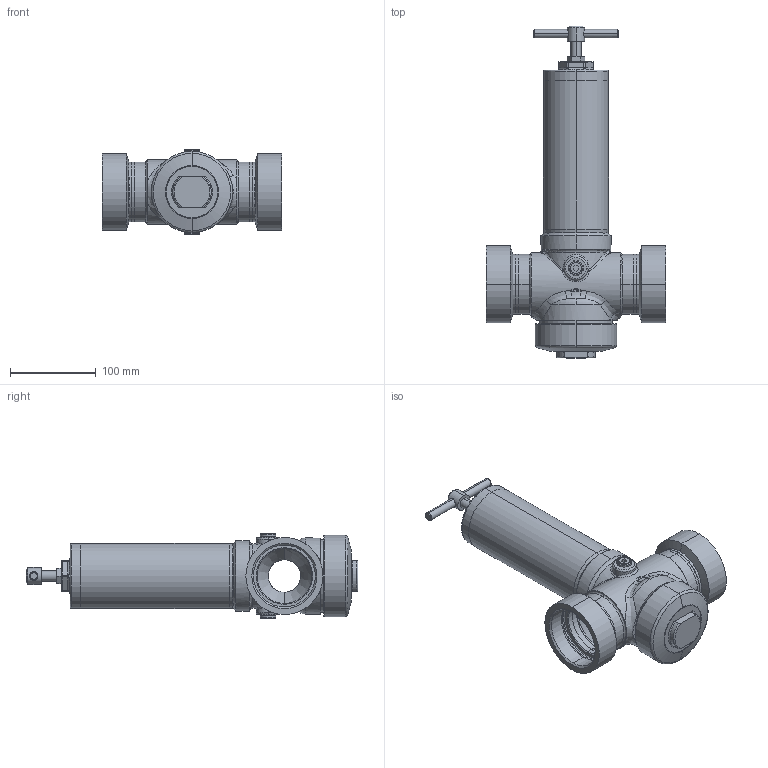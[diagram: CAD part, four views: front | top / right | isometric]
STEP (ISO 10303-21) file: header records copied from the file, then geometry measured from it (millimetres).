
FILE_DESCRIPTION (( 'STEP AP203' ), '1' );
FILE_NAME ('70 BG III G212 Female, Ø48-64.STEP', '2017-12-18T10:16:35', ( '' ), ( '' ), 'SwSTEP 2.0', 'SolidWorks 2016', '' );
FILE_SCHEMA (( 'CONFIG_CONTROL_DESIGN' ));
Length unit declared in the file: millimetre
Products named in the file (1): 70 BG III G212 Female, Ø48-64
Bounding box: 210 x 388 x 99 mm (x, y, z)
Volume: 601788.6 mm3; surface area: 272568.9 mm2
Topology: 10 solids, 10 shells, 444 faces, 997 edges, 589 vertices
Faces by surface type: cylinder 123, cone 113, plane 86, torus 80, bspline 34, sphere 8
Entity records: 16539 total; most frequent: CARTESIAN_POINT 6727, DIRECTION 2122, ORIENTED_EDGE 1994, EDGE_CURVE 997, AXIS2_PLACEMENT_3D 920, VERTEX_POINT 589, CIRCLE 509, EDGE_LOOP 480
